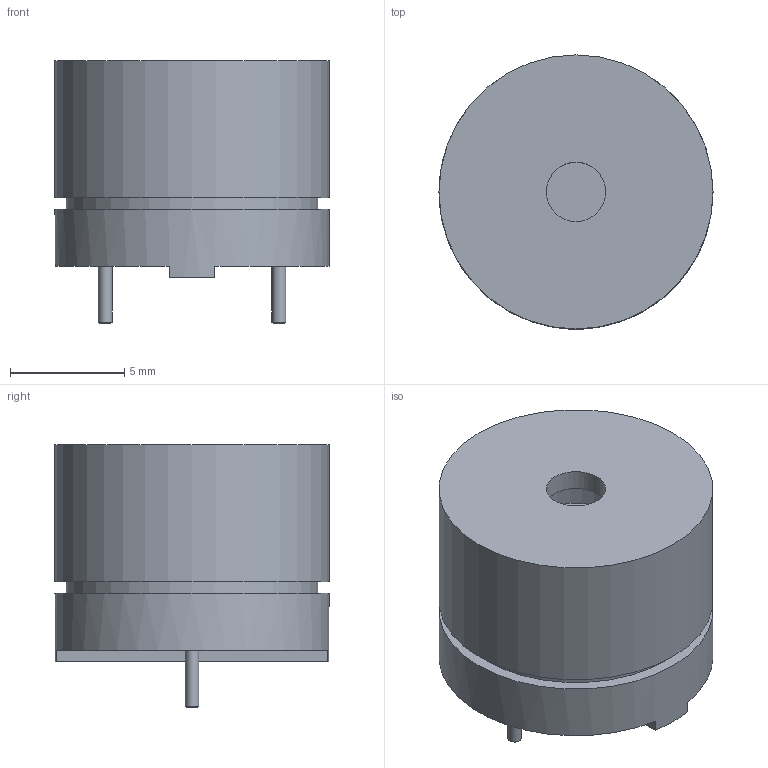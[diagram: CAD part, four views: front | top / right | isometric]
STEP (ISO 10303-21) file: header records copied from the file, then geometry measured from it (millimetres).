
FILE_DESCRIPTION(/* description */ ('Alibre Inc.'),/* implementation_level */ '2;1');
FILE_NAME(/* name */ 'export0',/* time_stamp */ '2014-08-14T09:46:22+03:00',/* author */ (''),/* organization */ (''),/* preprocessor_version */ 'ST-DEVELOPER v14',/* originating_system */ 'Alibre',/* authorisation */ '');
FILE_SCHEMA (('AUTOMOTIVE_DESIGN'));
Length unit declared in the file: centimetre
Bounding box: 12 x 12 x 11.5 mm (x, y, z)
Volume: 960.9 mm3; surface area: 714.2 mm2
Topology: 1 solids, 1 shells, 21 faces, 38 edges, 25 vertices
Faces by surface type: plane 12, cylinder 7, cone 2
Full cylindrical faces by diameter (mm): 0.6 x2, 2.6 x1, 6 x1, 11 x1, 12 x2
Entity records: 493 total; most frequent: DIRECTION 74, CARTESIAN_POINT 70, ORIENTED_EDGE 54, AXIS2_PLACEMENT_3D 39, EDGE_LOOP 36, FACE_BOUND 36, EDGE_CURVE 27, VERTEX_POINT 23
